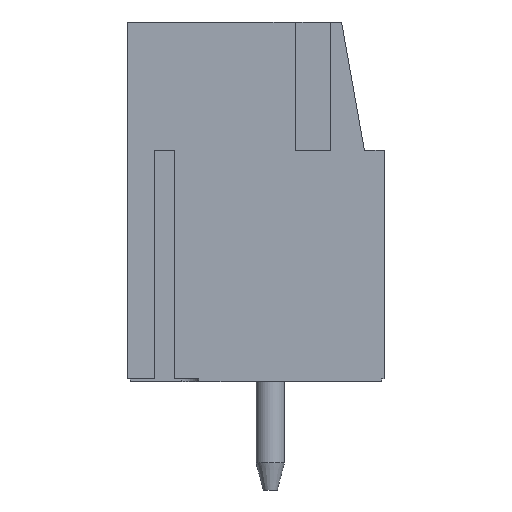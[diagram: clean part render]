
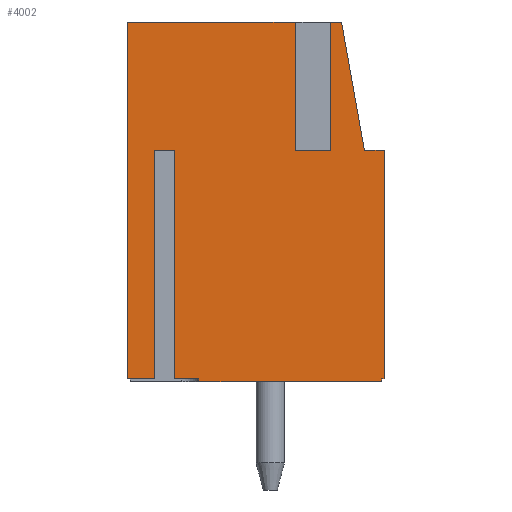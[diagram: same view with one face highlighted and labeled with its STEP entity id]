
A CAD part, left-side view. The second image highlights one B-rep face of the part: STEP entity #4002.
In plain terms, the highlighted planar face has unit normal (-1, 0, 0).
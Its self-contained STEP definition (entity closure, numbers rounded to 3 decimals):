
#90=PLANE('',#4650);
#282=LINE('',#6302,#705);
#286=LINE('',#6310,#709);
#333=LINE('',#6429,#756);
#364=LINE('',#6489,#787);
#372=LINE('',#6507,#795);
#400=LINE('',#6577,#823);
#414=LINE('',#6601,#837);
#415=LINE('',#6603,#838);
#416=LINE('',#6605,#839);
#417=LINE('',#6606,#840);
#418=LINE('',#6607,#841);
#419=LINE('',#6609,#842);
#420=LINE('',#6611,#843);
#421=LINE('',#6612,#844);
#422=LINE('',#6614,#845);
#423=LINE('',#6616,#846);
#424=LINE('',#6617,#847);
#425=LINE('',#6619,#848);
#705=VECTOR('',#5070,1000.);
#709=VECTOR('',#5074,1000.);
#756=VECTOR('',#5159,1000.);
#787=VECTOR('',#5192,1000.);
#795=VECTOR('',#5202,1000.);
#823=VECTOR('',#5252,1000.);
#837=VECTOR('',#5270,1000.);
#838=VECTOR('',#5271,1000.);
#839=VECTOR('',#5272,1000.);
#840=VECTOR('',#5273,1000.);
#841=VECTOR('',#5274,1000.);
#842=VECTOR('',#5275,1000.);
#843=VECTOR('',#5276,1000.);
#844=VECTOR('',#5277,1000.);
#845=VECTOR('',#5278,1000.);
#846=VECTOR('',#5279,1000.);
#847=VECTOR('',#5280,1000.);
#848=VECTOR('',#5281,1000.);
#1326=ORIENTED_EDGE('',*,*,#2455,.F.);
#1327=ORIENTED_EDGE('',*,*,#2456,.T.);
#1328=ORIENTED_EDGE('',*,*,#2457,.T.);
#1329=ORIENTED_EDGE('',*,*,#2302,.F.);
#1330=ORIENTED_EDGE('',*,*,#2458,.T.);
#1331=ORIENTED_EDGE('',*,*,#2405,.T.);
#1332=ORIENTED_EDGE('',*,*,#2459,.F.);
#1333=ORIENTED_EDGE('',*,*,#2460,.F.);
#1334=ORIENTED_EDGE('',*,*,#2461,.T.);
#1335=ORIENTED_EDGE('',*,*,#2441,.T.);
#1336=ORIENTED_EDGE('',*,*,#2462,.F.);
#1337=ORIENTED_EDGE('',*,*,#2463,.F.);
#1338=ORIENTED_EDGE('',*,*,#2464,.T.);
#1339=ORIENTED_EDGE('',*,*,#2396,.T.);
#1340=ORIENTED_EDGE('',*,*,#2365,.F.);
#1341=ORIENTED_EDGE('',*,*,#2465,.T.);
#1342=ORIENTED_EDGE('',*,*,#2466,.T.);
#1343=ORIENTED_EDGE('',*,*,#2306,.F.);
#2302=EDGE_CURVE('',#2878,#2879,#282,.T.);
#2306=EDGE_CURVE('',#2882,#2883,#286,.T.);
#2365=EDGE_CURVE('',#2935,#2936,#333,.T.);
#2396=EDGE_CURVE('',#2964,#2936,#364,.T.);
#2405=EDGE_CURVE('',#2973,#2972,#372,.T.);
#2441=EDGE_CURVE('',#3004,#3002,#400,.T.);
#2455=EDGE_CURVE('',#3012,#2882,#414,.T.);
#2456=EDGE_CURVE('',#3012,#3013,#415,.T.);
#2457=EDGE_CURVE('',#3013,#2879,#416,.T.);
#2458=EDGE_CURVE('',#2878,#2973,#417,.T.);
#2459=EDGE_CURVE('',#3014,#2972,#418,.T.);
#2460=EDGE_CURVE('',#3015,#3014,#419,.T.);
#2461=EDGE_CURVE('',#3015,#3004,#420,.T.);
#2462=EDGE_CURVE('',#3016,#3002,#421,.T.);
#2463=EDGE_CURVE('',#3017,#3016,#422,.T.);
#2464=EDGE_CURVE('',#3017,#2964,#423,.T.);
#2465=EDGE_CURVE('',#2935,#3018,#424,.T.);
#2466=EDGE_CURVE('',#3018,#2883,#425,.T.);
#2878=VERTEX_POINT('',#6301);
#2879=VERTEX_POINT('',#6303);
#2882=VERTEX_POINT('',#6309);
#2883=VERTEX_POINT('',#6311);
#2935=VERTEX_POINT('',#6428);
#2936=VERTEX_POINT('',#6430);
#2964=VERTEX_POINT('',#6490);
#2972=VERTEX_POINT('',#6506);
#2973=VERTEX_POINT('',#6508);
#3002=VERTEX_POINT('',#6575);
#3004=VERTEX_POINT('',#6578);
#3012=VERTEX_POINT('',#6602);
#3013=VERTEX_POINT('',#6604);
#3014=VERTEX_POINT('',#6608);
#3015=VERTEX_POINT('',#6610);
#3016=VERTEX_POINT('',#6613);
#3017=VERTEX_POINT('',#6615);
#3018=VERTEX_POINT('',#6618);
#3388=EDGE_LOOP('',(#1326,#1327,#1328,#1329,#1330,#1331,#1332,#1333,#1334,
#1335,#1336,#1337,#1338,#1339,#1340,#1341,#1342,#1343));
#3680=FACE_BOUND('',#3388,.T.);
#4002=ADVANCED_FACE('',(#3680),#90,.F.);
#4650=AXIS2_PLACEMENT_3D('',#6600,#5268,#5269);
#5070=DIRECTION('',(0.,-1.,0.));
#5074=DIRECTION('',(0.,-1.,0.));
#5159=DIRECTION('',(0.,0.,-1.));
#5192=DIRECTION('',(0.,-1.,0.));
#5202=DIRECTION('',(0.,-1.,0.));
#5252=DIRECTION('',(0.,-1.,0.));
#5268=DIRECTION('',(1.,0.,0.));
#5269=DIRECTION('',(0.,0.,-1.));
#5270=DIRECTION('',(0.,0.,1.));
#5271=DIRECTION('',(0.,1.,0.));
#5272=DIRECTION('',(0.,0.,1.));
#5273=DIRECTION('',(0.,0.,-1.));
#5274=DIRECTION('',(0.,0.,-1.));
#5275=DIRECTION('',(0.,1.,0.));
#5276=DIRECTION('',(0.,0.,-1.));
#5277=DIRECTION('',(0.,0.,1.));
#5278=DIRECTION('',(0.,1.,0.));
#5279=DIRECTION('',(0.,0.,1.));
#5280=DIRECTION('',(0.,1.,0.));
#5281=DIRECTION('',(0.,0.175,0.985));
#6301=CARTESIAN_POINT('',(-7.5,5.,12.5));
#6302=CARTESIAN_POINT('',(-7.5,5.,12.5));
#6303=CARTESIAN_POINT('',(-7.5,-1.15,12.5));
#6309=CARTESIAN_POINT('',(-7.5,-1.85,12.5));
#6310=CARTESIAN_POINT('',(-7.5,5.,12.5));
#6311=CARTESIAN_POINT('',(-7.5,-2.5,12.5));
#6428=CARTESIAN_POINT('',(-7.5,-4.,8.));
#6429=CARTESIAN_POINT('',(-7.5,-4.,12.5));
#6430=CARTESIAN_POINT('',(-7.5,-4.,0.));
#6489=CARTESIAN_POINT('',(-7.5,5.,0.));
#6490=CARTESIAN_POINT('',(-7.5,-3.9,0.));
#6506=CARTESIAN_POINT('',(-7.5,4.05,0.));
#6507=CARTESIAN_POINT('',(-7.5,5.,0.));
#6508=CARTESIAN_POINT('',(-7.5,5.,0.));
#6575=CARTESIAN_POINT('',(-7.5,2.5,0.));
#6577=CARTESIAN_POINT('',(-7.5,5.,0.));
#6578=CARTESIAN_POINT('',(-7.5,3.35,0.));
#6600=CARTESIAN_POINT('',(-7.5,5.,12.5));
#6601=CARTESIAN_POINT('',(-7.5,-1.85,8.));
#6602=CARTESIAN_POINT('',(-7.5,-1.85,8.));
#6603=CARTESIAN_POINT('',(-7.5,-1.85,8.));
#6604=CARTESIAN_POINT('',(-7.5,-1.15,8.));
#6605=CARTESIAN_POINT('',(-7.5,-1.15,8.));
#6606=CARTESIAN_POINT('',(-7.5,5.,12.5));
#6607=CARTESIAN_POINT('',(-7.5,4.05,8.));
#6608=CARTESIAN_POINT('',(-7.5,4.05,8.));
#6609=CARTESIAN_POINT('',(-7.5,3.35,8.));
#6610=CARTESIAN_POINT('',(-7.5,3.35,8.));
#6611=CARTESIAN_POINT('',(-7.5,3.35,8.));
#6612=CARTESIAN_POINT('',(-7.5,2.5,-0.1));
#6613=CARTESIAN_POINT('',(-7.5,2.5,-0.1));
#6614=CARTESIAN_POINT('',(-7.5,-3.9,-0.1));
#6615=CARTESIAN_POINT('',(-7.5,-3.9,-0.1));
#6616=CARTESIAN_POINT('',(-7.5,-3.9,-0.1));
#6617=CARTESIAN_POINT('',(-7.5,5.,8.));
#6618=CARTESIAN_POINT('',(-7.5,-3.3,8.));
#6619=CARTESIAN_POINT('',(-7.5,-2.27,13.792));
